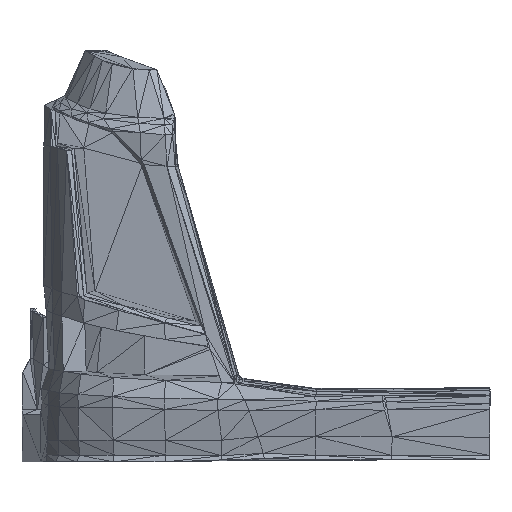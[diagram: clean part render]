
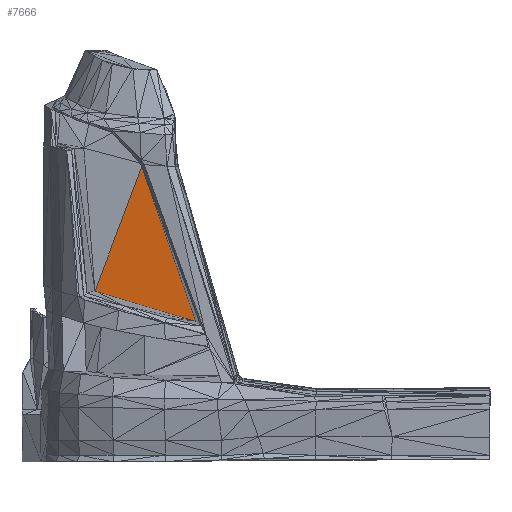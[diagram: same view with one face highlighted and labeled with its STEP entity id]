
A CAD part, front view. The second image highlights one B-rep face of the part: STEP entity #7666.
In plain terms, the highlighted planar face has unit normal (-0.191, -0.982, 0.011).
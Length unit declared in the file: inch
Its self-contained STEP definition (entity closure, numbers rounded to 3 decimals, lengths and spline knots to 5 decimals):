
#481 = VECTOR ( 'NONE', #11191, 39.37008 ) ;
#665 = DIRECTION ( 'NONE',  ( -0.982, 0.191, 0. ) ) ;
#823 = EDGE_CURVE ( 'NONE', #7181, #15252, #9377, .T. ) ;
#956 = EDGE_LOOP ( 'NONE', ( #1471, #15067, #3886 ) ) ;
#1362 = VECTOR ( 'NONE', #12878, 39.37008 ) ;
#1471 = ORIENTED_EDGE ( 'NONE', *, *, #823, .F. ) ;
#2121 = PLANE ( 'NONE',  #8405 ) ;
#3886 = ORIENTED_EDGE ( 'NONE', *, *, #12527, .F. ) ;
#3892 = DIRECTION ( 'NONE',  ( 0.352, -0.059, 0.934 ) ) ;
#4188 = CARTESIAN_POINT ( 'NONE',  ( -65.12861, -250.23577, -73.77959 ) ) ;
#5326 = CARTESIAN_POINT ( 'NONE',  ( -76.88666, -247.56621, -38.78407 ) ) ;
#5499 = VERTEX_POINT ( 'NONE', #13232 ) ;
#7181 = VERTEX_POINT ( 'NONE', #5326 ) ;
#7666 = ADVANCED_FACE ( 'NONE', ( #7743 ), #2121, .F. ) ;
#7743 = FACE_OUTER_BOUND ( 'NONE', #956, .T. ) ;
#7974 = DIRECTION ( 'NONE',  ( 0.191, 0.981, -0.011 ) ) ;
#8365 = EDGE_CURVE ( 'NONE', #5499, #7181, #15021, .T. ) ;
#8405 = AXIS2_PLACEMENT_3D ( 'NONE', #13156, #7974, #665 ) ;
#9377 = LINE ( 'NONE', #15325, #1362 ) ;
#9897 = CARTESIAN_POINT ( 'NONE',  ( -65.12861, -250.23577, -73.77959 ) ) ;
#10063 = CARTESIAN_POINT ( 'NONE',  ( -87.52948, -245.79519, -67.01951 ) ) ;
#11191 = DIRECTION ( 'NONE',  ( -0.941, 0.186, 0.284 ) ) ;
#12527 = EDGE_CURVE ( 'NONE', #15252, #5499, #16072, .T. ) ;
#12878 = DIRECTION ( 'NONE',  ( 0.318, -0.072, -0.945 ) ) ;
#13156 = CARTESIAN_POINT ( 'NONE',  ( -49.23497, -252.51073, 2.7199 ) ) ;
#13232 = CARTESIAN_POINT ( 'NONE',  ( -87.52948, -245.79519, -67.01951 ) ) ;
#13443 = VECTOR ( 'NONE', #3892, 39.37008 ) ;
#15021 = LINE ( 'NONE', #10063, #13443 ) ;
#15067 = ORIENTED_EDGE ( 'NONE', *, *, #8365, .F. ) ;
#15252 = VERTEX_POINT ( 'NONE', #4188 ) ;
#15325 = CARTESIAN_POINT ( 'NONE',  ( -76.88666, -247.56621, -38.78407 ) ) ;
#16072 = LINE ( 'NONE', #9897, #481 ) ;
